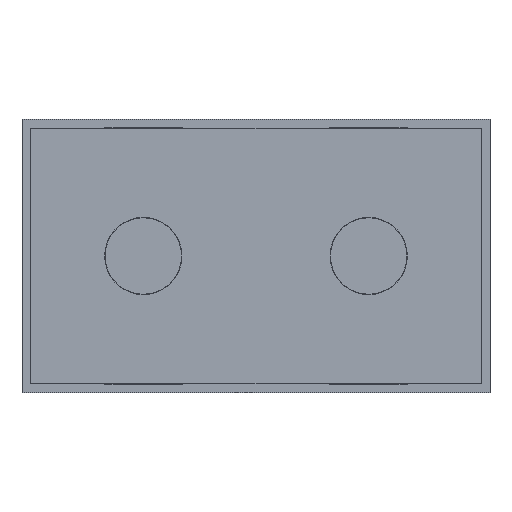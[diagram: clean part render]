
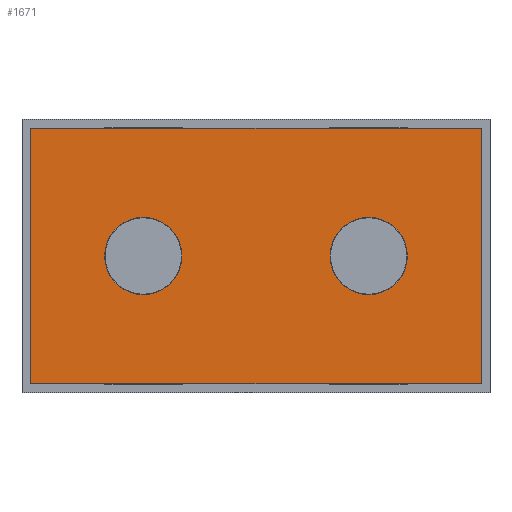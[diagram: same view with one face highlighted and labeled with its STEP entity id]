
A CAD part, front view. The second image highlights one B-rep face of the part: STEP entity #1671.
In plain terms, the highlighted planar face has unit normal (0, -1, 0).
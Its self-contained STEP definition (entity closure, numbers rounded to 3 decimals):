
#280=DIRECTION('',(0.,0.,1.));
#281=VECTOR('',#280,655.);
#282=CARTESIAN_POINT('',(-578.,-180.,-327.5));
#283=LINE('',#282,#281);
#284=DIRECTION('',(1.,0.,0.));
#285=VECTOR('',#284,1156.);
#286=CARTESIAN_POINT('',(-578.,-180.,327.5));
#287=LINE('',#286,#285);
#288=DIRECTION('',(0.,0.,1.));
#289=VECTOR('',#288,655.);
#290=CARTESIAN_POINT('',(578.,-180.,-327.5));
#291=LINE('',#290,#289);
#292=DIRECTION('',(1.,0.,0.));
#293=VECTOR('',#292,1156.);
#294=CARTESIAN_POINT('',(-578.,-180.,-327.5));
#295=LINE('',#294,#293);
#296=CARTESIAN_POINT('',(-289.,-180.,0.));
#297=DIRECTION('',(0.,-1.,0.));
#298=DIRECTION('',(1.,0.,0.));
#299=AXIS2_PLACEMENT_3D('',#296,#297,#298);
#305=CARTESIAN_POINT('',(-289.,-180.,0.));
#306=DIRECTION('',(0.,-1.,0.));
#307=DIRECTION('',(-1.,0.,0.));
#308=AXIS2_PLACEMENT_3D('',#305,#306,#307);
#422=CARTESIAN_POINT('',(289.,-180.,0.));
#423=DIRECTION('',(0.,-1.,0.));
#424=DIRECTION('',(-1.,0.,0.));
#425=AXIS2_PLACEMENT_3D('',#422,#423,#424);
#431=CARTESIAN_POINT('',(289.,-180.,0.));
#432=DIRECTION('',(0.,-1.,0.));
#433=DIRECTION('',(1.,0.,0.));
#434=AXIS2_PLACEMENT_3D('',#431,#432,#433);
#961=CARTESIAN_POINT('',(-578.,-180.,-327.5));
#962=CARTESIAN_POINT('',(-578.,-180.,327.5));
#963=VERTEX_POINT('',#961);
#964=VERTEX_POINT('',#962);
#965=CARTESIAN_POINT('',(578.,-180.,-327.5));
#966=VERTEX_POINT('',#965);
#967=CARTESIAN_POINT('',(578.,-180.,327.5));
#968=VERTEX_POINT('',#967);
#1001=CARTESIAN_POINT('',(-190.,-180.,0.));
#1002=CARTESIAN_POINT('',(-388.,-180.,0.));
#1003=VERTEX_POINT('',#1001);
#1004=VERTEX_POINT('',#1002);
#1005=CARTESIAN_POINT('',(388.,-180.,0.));
#1006=CARTESIAN_POINT('',(190.,-180.,0.));
#1007=VERTEX_POINT('',#1005);
#1008=VERTEX_POINT('',#1006);
#1648=CARTESIAN_POINT('',(0.,-180.,0.));
#1649=DIRECTION('',(0.,-1.,0.));
#1650=DIRECTION('',(1.,0.,0.));
#1651=AXIS2_PLACEMENT_3D('',#1648,#1649,#1650);
#1652=PLANE('',#1651);
#1653=ORIENTED_EDGE('',*,*,#1543,.T.);
#1654=ORIENTED_EDGE('',*,*,#1575,.T.);
#1655=ORIENTED_EDGE('',*,*,#1624,.F.);
#1656=ORIENTED_EDGE('',*,*,#1317,.F.);
#1657=EDGE_LOOP('',(#1653,#1654,#1655,#1656));
#1658=FACE_OUTER_BOUND('',#1657,.F.);
#1660=ORIENTED_EDGE('',*,*,#1659,.T.);
#1662=ORIENTED_EDGE('',*,*,#1661,.T.);
#1663=EDGE_LOOP('',(#1660,#1662));
#1664=FACE_BOUND('',#1663,.F.);
#1666=ORIENTED_EDGE('',*,*,#1665,.T.);
#1668=ORIENTED_EDGE('',*,*,#1667,.T.);
#1669=EDGE_LOOP('',(#1666,#1668));
#1670=FACE_BOUND('',#1669,.F.);
#1671=ADVANCED_FACE('',(#1658,#1664,#1670),#1652,.T.);
#300=CIRCLE('',#299,99.);
#309=CIRCLE('',#308,99.);
#426=CIRCLE('',#425,99.);
#435=CIRCLE('',#434,99.);
#1317=EDGE_CURVE('',#963,#966,#295,.T.);
#1543=EDGE_CURVE('',#963,#964,#283,.T.);
#1575=EDGE_CURVE('',#964,#968,#287,.T.);
#1624=EDGE_CURVE('',#966,#968,#291,.T.);
#1659=EDGE_CURVE('',#1003,#1004,#300,.T.);
#1661=EDGE_CURVE('',#1004,#1003,#309,.T.);
#1665=EDGE_CURVE('',#1007,#1008,#435,.T.);
#1667=EDGE_CURVE('',#1008,#1007,#426,.T.);
